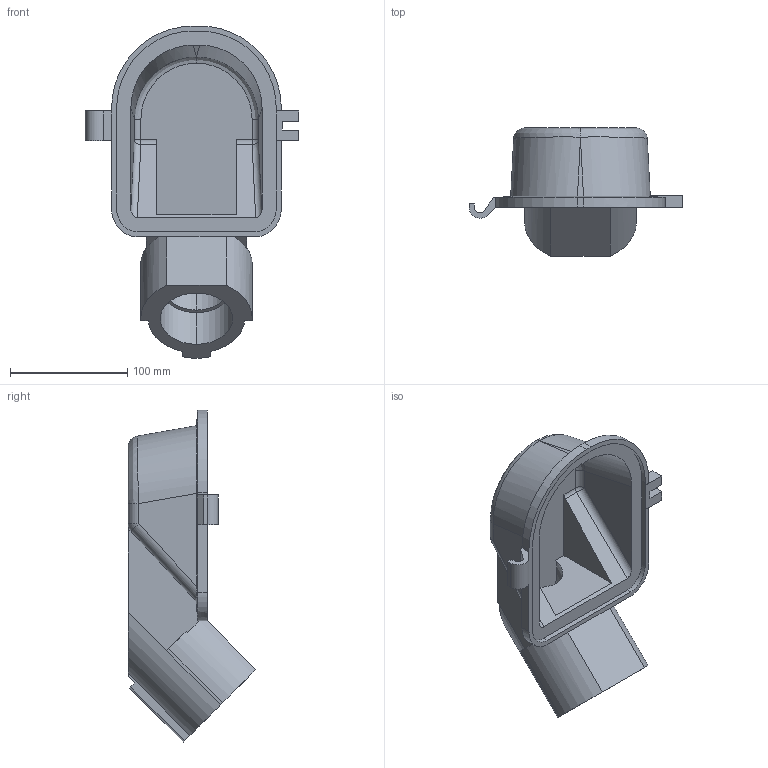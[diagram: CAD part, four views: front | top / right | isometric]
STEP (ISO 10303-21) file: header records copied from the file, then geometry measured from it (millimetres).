
FILE_DESCRIPTION((''),'2;1');
FILE_NAME('HZXS45','2017-07-27T',('mirabem'),(''),'PRO/ENGINEER BY PARAMETRIC TECHNOLOGY CORPORATION, 2014000','PRO/ENGINEER BY PARAMETRIC TECHNOLOGY CORPORATION, 2014000','');
FILE_SCHEMA(('CONFIG_CONTROL_DESIGN'));
Length unit declared in the file: inch
Products named in the file (1): HZXS45
Bounding box: 182.36 x 109.13 x 283.2 mm (x, y, z)
Volume: 561952.5 mm3; surface area: 150230.7 mm2
Topology: 1 solids, 1 shells, 116 faces, 306 edges, 194 vertices
Faces by surface type: plane 67, cylinder 29, extrusion 8, bspline 8, sphere 4
Entity records: 4736 total; most frequent: CARTESIAN_POINT 1923, ORIENTED_EDGE 612, DIRECTION 508, EDGE_CURVE 306, VECTOR 218, LINE 210, VERTEX_POINT 194, AXIS2_PLACEMENT_3D 145
